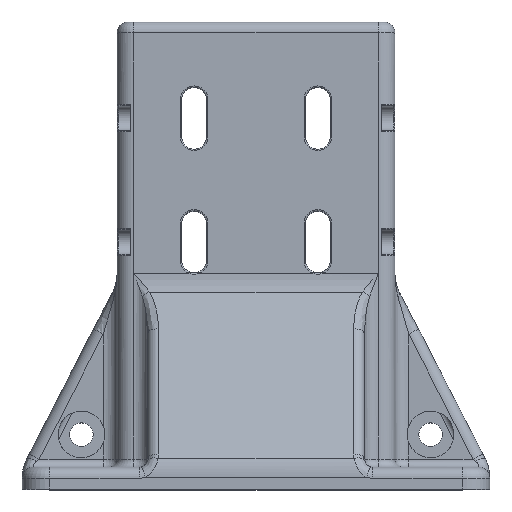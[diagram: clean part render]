
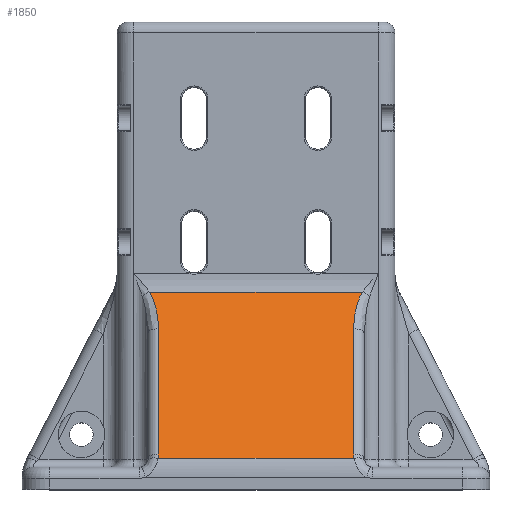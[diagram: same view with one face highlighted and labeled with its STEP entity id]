
A CAD part, top view. The second image highlights one B-rep face of the part: STEP entity #1850.
In plain terms, the highlighted planar face has unit normal (0, 0.458, 0.889).
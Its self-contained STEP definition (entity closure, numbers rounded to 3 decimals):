
#130 = VERTEX_POINT ( 'NONE', #8997 ) ;
#318 = ORIENTED_EDGE ( 'NONE', *, *, #4769, .T. ) ;
#412 = CARTESIAN_POINT ( 'NONE',  ( -58.028, -97.122, 167.012 ) ) ;
#444 = CARTESIAN_POINT ( 'NONE',  ( 12.972, -97.122, 167.012 ) ) ;
#610 = CARTESIAN_POINT ( 'NONE',  ( 12.972, -97.661, 167.29 ) ) ;
#1736 = CARTESIAN_POINT ( 'NONE',  ( -58.213, -98.721, 167.836 ) ) ;
#1850 = ADVANCED_FACE ( 'NONE', ( #12063 ), #10875, .F. ) ;
#2255 = CARTESIAN_POINT ( 'NONE',  ( 13.157, -98.721, 167.836 ) ) ;
#2516 =( BOUNDED_CURVE ( )  B_SPLINE_CURVE ( 3, ( #4299, #7849, #13119, #1736 ),
 .UNSPECIFIED., .F., .T. ) 
 B_SPLINE_CURVE_WITH_KNOTS ( ( 4, 4 ),
 ( 1.571, 1.801 ),
 .UNSPECIFIED. ) 
 CURVE ( )  GEOMETRIC_REPRESENTATION_ITEM ( )  RATIONAL_B_SPLINE_CURVE ( ( 1., 0.996, 0.996, 1. ) ) 
 REPRESENTATION_ITEM ( '' )  );
#3107 = CARTESIAN_POINT ( 'NONE',  ( -58.028, -51.569, 143.556 ) ) ;
#3802 = CARTESIAN_POINT ( 'NONE',  ( 12.972, -97.122, 167.012 ) ) ;
#3825 = CARTESIAN_POINT ( 'NONE',  ( 12.972, -51.569, 143.556 ) ) ;
#4299 = CARTESIAN_POINT ( 'NONE',  ( -58.028, -97.122, 167.012 ) ) ;
#4324 = EDGE_CURVE ( 'NONE', #13620, #8683, #8336, .T. ) ;
#4534 = CARTESIAN_POINT ( 'NONE',  ( -59.17, -41.561, 138.403 ) ) ;
#4579 = VECTOR ( 'NONE', #14468, 1000. ) ;
#4769 = EDGE_CURVE ( 'NONE', #8007, #16018, #9629, .T. ) ;
#5050 = EDGE_CURVE ( 'NONE', #130, #13620, #9161, .T. ) ;
#5241 = LINE ( 'NONE', #5323, #9172 ) ;
#5279 = ORIENTED_EDGE ( 'NONE', *, *, #7112, .T. ) ;
#5323 = CARTESIAN_POINT ( 'NONE',  ( 12.972, -44.663, 140. ) ) ;
#5722 = CARTESIAN_POINT ( 'NONE',  ( 13.034, -98.196, 167.566 ) ) ;
#6509 = DIRECTION ( 'NONE',  ( -1., 0., 0. ) ) ;
#6696 = CARTESIAN_POINT ( 'NONE',  ( 12.972, -51.569, 143.556 ) ) ;
#7112 = EDGE_CURVE ( 'NONE', #11111, #10770, #13011, .T. ) ;
#7244 = EDGE_CURVE ( 'NONE', #16254, #130, #2516, .T. ) ;
#7543 = ORIENTED_EDGE ( 'NONE', *, *, #11177, .T. ) ;
#7637 = EDGE_LOOP ( 'NONE', ( #10403, #11354, #7925, #7543, #318, #14381, #5279, #9318 ) ) ;
#7666 = CARTESIAN_POINT ( 'NONE',  ( 13.647, -98.721, 167.836 ) ) ;
#7849 = CARTESIAN_POINT ( 'NONE',  ( -58.028, -97.661, 167.29 ) ) ;
#7925 = ORIENTED_EDGE ( 'NONE', *, *, #4324, .T. ) ;
#8007 = VERTEX_POINT ( 'NONE', #3825 ) ;
#8057 = CARTESIAN_POINT ( 'NONE',  ( 16.184, -38.185, 136.664 ) ) ;
#8082 = CARTESIAN_POINT ( 'NONE',  ( 13.157, -98.721, 167.836 ) ) ;
#8336 =( BOUNDED_CURVE ( )  B_SPLINE_CURVE ( 3, ( #8082, #5722, #610, #444 ),
 .UNSPECIFIED., .F., .T. ) 
 B_SPLINE_CURVE_WITH_KNOTS ( ( 4, 4 ),
 ( 4.482, 4.712 ),
 .UNSPECIFIED. ) 
 CURVE ( )  GEOMETRIC_REPRESENTATION_ITEM ( )  RATIONAL_B_SPLINE_CURVE ( ( 1., 0.996, 0.996, 1. ) ) 
 REPRESENTATION_ITEM ( '' )  );
#8683 = VERTEX_POINT ( 'NONE', #3802 ) ;
#8997 = CARTESIAN_POINT ( 'NONE',  ( -58.213, -98.721, 167.836 ) ) ;
#9069 = CARTESIAN_POINT ( 'NONE',  ( -58.028, -98.953, 167.955 ) ) ;
#9091 = CARTESIAN_POINT ( 'NONE',  ( -61.24, -38.185, 136.664 ) ) ;
#9161 = LINE ( 'NONE', #7666, #12782 ) ;
#9172 = VECTOR ( 'NONE', #10475, 1000. ) ;
#9313 = CARTESIAN_POINT ( 'NONE',  ( 12.972, -46.319, 140.853 ) ) ;
#9318 = ORIENTED_EDGE ( 'NONE', *, *, #13252, .T. ) ;
#9610 = CARTESIAN_POINT ( 'NONE',  ( -61.24, -38.185, 136.664 ) ) ;
#9629 =( BOUNDED_CURVE ( )  B_SPLINE_CURVE ( 3, ( #6696, #9313, #14535, #8057 ),
 .UNSPECIFIED., .F., .T. ) 
 B_SPLINE_CURVE_WITH_KNOTS ( ( 4, 4 ),
 ( 1.571, 2.443 ),
 .UNSPECIFIED. ) 
 CURVE ( )  GEOMETRIC_REPRESENTATION_ITEM ( )  RATIONAL_B_SPLINE_CURVE ( ( 1., 0.938, 0.938, 1. ) ) 
 REPRESENTATION_ITEM ( '' )  );
#10403 = ORIENTED_EDGE ( 'NONE', *, *, #7244, .T. ) ;
#10453 = LINE ( 'NONE', #9069, #4579 ) ;
#10475 = DIRECTION ( 'NONE',  ( 0., 0.889, -0.458 ) ) ;
#10552 = DIRECTION ( 'NONE',  ( 1., 0., 0. ) ) ;
#10770 = VERTEX_POINT ( 'NONE', #12119 ) ;
#10875 = PLANE ( 'NONE',  #13705 ) ;
#10879 = CARTESIAN_POINT ( 'NONE',  ( 16.184, -38.185, 136.664 ) ) ;
#11111 = VERTEX_POINT ( 'NONE', #9091 ) ;
#11135 = CARTESIAN_POINT ( 'NONE',  ( 72.541, -121.506, 179.569 ) ) ;
#11177 = EDGE_CURVE ( 'NONE', #8683, #8007, #5241, .T. ) ;
#11218 = EDGE_CURVE ( 'NONE', #16018, #11111, #11852, .T. ) ;
#11354 = ORIENTED_EDGE ( 'NONE', *, *, #5050, .T. ) ;
#11852 = LINE ( 'NONE', #15544, #14923 ) ;
#12063 = FACE_OUTER_BOUND ( 'NONE', #7637, .T. ) ;
#12119 = CARTESIAN_POINT ( 'NONE',  ( -58.028, -51.569, 143.556 ) ) ;
#12308 = DIRECTION ( 'NONE',  ( 0., -0.458, -0.889 ) ) ;
#12401 = DIRECTION ( 'NONE',  ( -1., 0., 0. ) ) ;
#12782 = VECTOR ( 'NONE', #10552, 1000. ) ;
#13011 =( BOUNDED_CURVE ( )  B_SPLINE_CURVE ( 3, ( #9610, #4534, #13453, #3107 ),
 .UNSPECIFIED., .F., .T. ) 
 B_SPLINE_CURVE_WITH_KNOTS ( ( 4, 4 ),
 ( 3.84, 4.712 ),
 .UNSPECIFIED. ) 
 CURVE ( )  GEOMETRIC_REPRESENTATION_ITEM ( )  RATIONAL_B_SPLINE_CURVE ( ( 1., 0.938, 0.938, 1. ) ) 
 REPRESENTATION_ITEM ( '' )  );
#13119 = CARTESIAN_POINT ( 'NONE',  ( -58.09, -98.196, 167.566 ) ) ;
#13252 = EDGE_CURVE ( 'NONE', #10770, #16254, #10453, .T. ) ;
#13453 = CARTESIAN_POINT ( 'NONE',  ( -58.028, -46.319, 140.853 ) ) ;
#13620 = VERTEX_POINT ( 'NONE', #2255 ) ;
#13705 = AXIS2_PLACEMENT_3D ( 'NONE', #11135, #12308, #12401 ) ;
#14381 = ORIENTED_EDGE ( 'NONE', *, *, #11218, .T. ) ;
#14468 = DIRECTION ( 'NONE',  ( 0., -0.889, 0.458 ) ) ;
#14535 = CARTESIAN_POINT ( 'NONE',  ( 14.114, -41.561, 138.403 ) ) ;
#14923 = VECTOR ( 'NONE', #6509, 1000. ) ;
#15544 = CARTESIAN_POINT ( 'NONE',  ( -67.028, -38.185, 136.664 ) ) ;
#16018 = VERTEX_POINT ( 'NONE', #10879 ) ;
#16254 = VERTEX_POINT ( 'NONE', #412 ) ;
